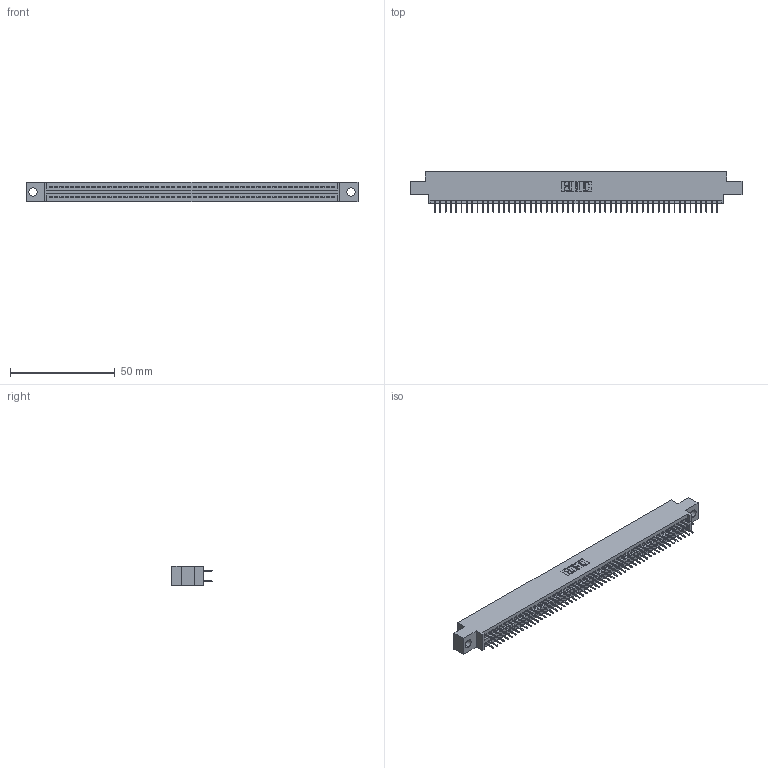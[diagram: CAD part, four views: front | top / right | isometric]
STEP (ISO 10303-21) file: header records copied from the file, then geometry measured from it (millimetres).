
FILE_DESCRIPTION (( 'STEP AP203' ), '1' );
FILE_NAME ('345-108-524-804.STEP', '2018-10-07T05:57:07', ( '' ), ( '' ), 'SwSTEP 2.0', 'SolidWorks 2016', '' );
FILE_SCHEMA (( 'CONFIG_CONTROL_DESIGN' ));
Length unit declared in the file: inch
Products named in the file (3): 345 Part_0.170 Offset - 0.156 Dia-TH; 345-292-001_345-293-124; 345-108-524-804
Assembly tree (109 placements, depth 2):
  345-108-524-804
    345 Part_0.170 Offset - 0.156 Dia-TH
    345-292-001_345-293-124  x108
Bounding box: 158.37 x 19.35 x 9.4 mm (x, y, z)
Volume: 15130.8 mm3; surface area: 22125.5 mm2
Topology: 109 solids, 109 shells, 5962 faces, 16877 edges, 10818 vertices
Faces by surface type: plane 4296, cylinder 1666
Entity records: 40963 total; most frequent: CARTESIAN_POINT 6856, ORIENTED_EDGE 6790, DIRECTION 6031, EDGE_CURVE 3395, VECTOR 3051, LINE 3051, VERTEX_POINT 2258, AXIS2_PLACEMENT_3D 1490
